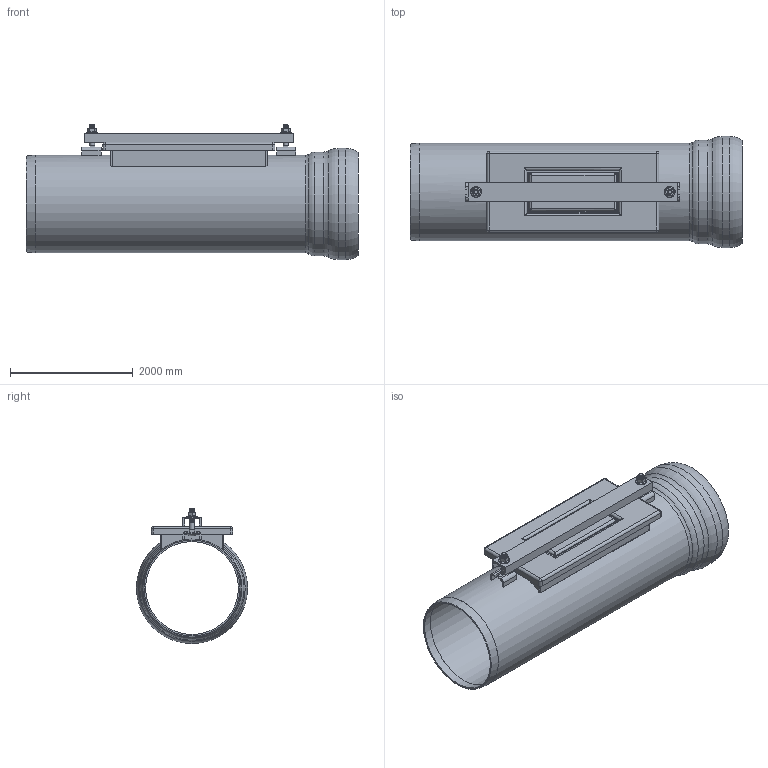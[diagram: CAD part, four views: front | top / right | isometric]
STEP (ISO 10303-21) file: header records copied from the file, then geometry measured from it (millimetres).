
FILE_DESCRIPTION(/* description */ (''),/* implementation_level */ '2;1');
FILE_NAME(/* name */ '00553.150X_3D.stp',/* time_stamp */ '2024-12-11T12:57:37+01:00',/* author */ ('CAD'),/* organization */ (''),/* preprocessor_version */ 'ST-DEVELOPER v20',/* originating_system */ 'AutoCAD Mechanical',/* authorisation */ '');
FILE_SCHEMA (('AUTOMOTIVE_DESIGN { 1 0 10303 214 3 1 1 }'));
Length unit declared in the file: centimetre
Products named in the file (3): Product; S901863C; *S1
Assembly tree (2 placements, depth 2):
  Product
    S901863C
    *S1
Bounding box: 5400 x 1808 x 2199 mm (x, y, z)
Volume: 967026785.1 mm3; surface area: 77689082.4 mm2
Topology: 14 solids, 14 shells, 441 faces, 1009 edges, 576 vertices
Faces by surface type: plane 183, cylinder 118, cone 68, bspline 32, torus 22, sphere 18
Full cylindrical faces by diameter (mm): 66.47 x2, 80 x2, 100 x2, 206.5 x2, 1540 x1, 1590 x1, 1638 x1, 1688 x1, 1758 x1, 1808 x1
Entity records: 14010 total; most frequent: CARTESIAN_POINT 4196, DIRECTION 2091, ORIENTED_EDGE 1960, EDGE_CURVE 980, AXIS2_PLACEMENT_3D 758, LINE 575, VECTOR 575, VERTEX_POINT 570
